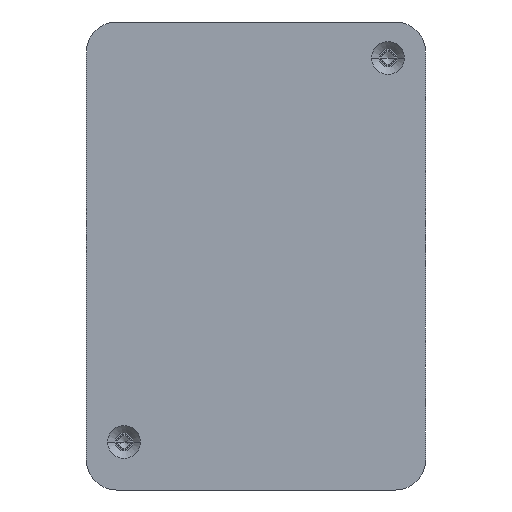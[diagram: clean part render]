
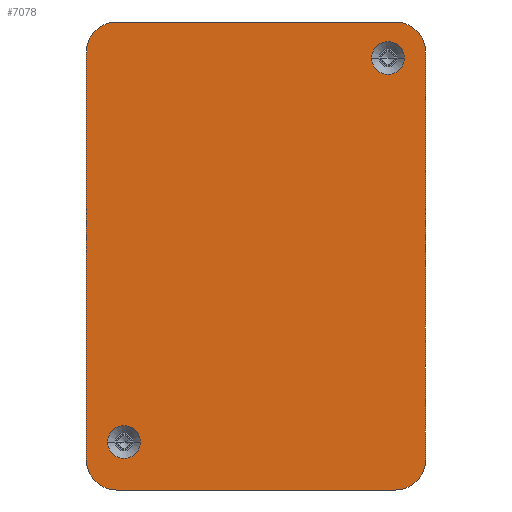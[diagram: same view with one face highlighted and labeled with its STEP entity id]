
A CAD part, left-side view. The second image highlights one B-rep face of the part: STEP entity #7078.
In plain terms, the highlighted planar face has unit normal (-1, 0, 0).
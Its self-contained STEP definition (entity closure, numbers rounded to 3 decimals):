
#1019=CARTESIAN_POINT('',(-23.,-103.4,-59.75));
#1020=DIRECTION('',(-1.,0.,0.));
#1021=DIRECTION('',(0.,0.,-1.));
#1022=AXIS2_PLACEMENT_3D('',#1019,#1020,#1021);
#1024=DIRECTION('',(0.,-1.,0.));
#1025=VECTOR('',#1024,46.5);
#1026=CARTESIAN_POINT('',(-23.,-56.9,-64.75));
#1027=LINE('',#1026,#1025);
#1028=CARTESIAN_POINT('',(-23.,-56.9,-59.75));
#1029=DIRECTION('',(-1.,0.,0.));
#1030=DIRECTION('',(0.,1.,0.));
#1031=AXIS2_PLACEMENT_3D('',#1028,#1029,#1030);
#1033=DIRECTION('',(0.,0.,-1.));
#1034=VECTOR('',#1033,68.);
#1035=CARTESIAN_POINT('',(-23.,-51.9,8.25));
#1036=LINE('',#1035,#1034);
#1037=CARTESIAN_POINT('',(-23.,-56.9,8.25));
#1038=DIRECTION('',(-1.,0.,0.));
#1039=DIRECTION('',(0.,0.,1.));
#1040=AXIS2_PLACEMENT_3D('',#1037,#1038,#1039);
#1042=DIRECTION('',(0.,1.,0.));
#1043=VECTOR('',#1042,46.5);
#1044=CARTESIAN_POINT('',(-23.,-103.4,13.25));
#1045=LINE('',#1044,#1043);
#1046=CARTESIAN_POINT('',(-23.,-103.4,8.25));
#1047=DIRECTION('',(-1.,0.,0.));
#1048=DIRECTION('',(0.,-1.,0.));
#1049=AXIS2_PLACEMENT_3D('',#1046,#1047,#1048);
#1051=DIRECTION('',(0.,0.,1.));
#1052=VECTOR('',#1051,68.);
#1053=CARTESIAN_POINT('',(-23.,-108.4,-59.75));
#1054=LINE('',#1053,#1052);
#1055=CARTESIAN_POINT('',(-23.,-58.15,-56.75));
#1056=DIRECTION('',(1.,0.,0.));
#1057=DIRECTION('',(0.,1.,0.));
#1058=AXIS2_PLACEMENT_3D('',#1055,#1056,#1057);
#1060=CARTESIAN_POINT('',(-23.,-58.15,-56.75));
#1061=DIRECTION('',(1.,0.,0.));
#1062=DIRECTION('',(0.,-1.,0.));
#1063=AXIS2_PLACEMENT_3D('',#1060,#1061,#1062);
#1065=CARTESIAN_POINT('',(-23.,-102.15,7.25));
#1066=DIRECTION('',(1.,0.,0.));
#1067=DIRECTION('',(0.,1.,0.));
#1068=AXIS2_PLACEMENT_3D('',#1065,#1066,#1067);
#1070=CARTESIAN_POINT('',(-23.,-102.15,7.25));
#1071=DIRECTION('',(1.,0.,0.));
#1072=DIRECTION('',(0.,-1.,0.));
#1073=AXIS2_PLACEMENT_3D('',#1070,#1071,#1072);
#5871=CARTESIAN_POINT('',(-23.,-103.4,-64.75));
#5872=CARTESIAN_POINT('',(-23.,-108.4,-59.75));
#5873=VERTEX_POINT('',#5871);
#5874=VERTEX_POINT('',#5872);
#5875=CARTESIAN_POINT('',(-23.,-108.4,8.25));
#5876=VERTEX_POINT('',#5875);
#5877=CARTESIAN_POINT('',(-23.,-103.4,13.25));
#5878=VERTEX_POINT('',#5877);
#5879=CARTESIAN_POINT('',(-23.,-56.9,13.25));
#5880=VERTEX_POINT('',#5879);
#5881=CARTESIAN_POINT('',(-23.,-51.9,8.25));
#5882=VERTEX_POINT('',#5881);
#5883=CARTESIAN_POINT('',(-23.,-51.9,-59.75));
#5884=VERTEX_POINT('',#5883);
#5885=CARTESIAN_POINT('',(-23.,-56.9,-64.75));
#5886=VERTEX_POINT('',#5885);
#5895=CARTESIAN_POINT('',(-23.,-55.4,-56.75));
#5896=CARTESIAN_POINT('',(-23.,-60.9,-56.75));
#5897=VERTEX_POINT('',#5895);
#5898=VERTEX_POINT('',#5896);
#5903=CARTESIAN_POINT('',(-23.,-99.4,7.25));
#5904=CARTESIAN_POINT('',(-23.,-104.9,7.25));
#5905=VERTEX_POINT('',#5903);
#5906=VERTEX_POINT('',#5904);
#7048=CARTESIAN_POINT('',(-23.,-108.4,-64.75));
#7049=DIRECTION('',(-1.,0.,0.));
#7050=DIRECTION('',(0.,0.,-1.));
#7051=AXIS2_PLACEMENT_3D('',#7048,#7049,#7050);
#7052=PLANE('',#7051);
#7054=ORIENTED_EDGE('',*,*,#7053,.F.);
#7056=ORIENTED_EDGE('',*,*,#7055,.F.);
#7058=ORIENTED_EDGE('',*,*,#7057,.F.);
#7059=ORIENTED_EDGE('',*,*,#6933,.F.);
#7060=ORIENTED_EDGE('',*,*,#6953,.F.);
#7061=ORIENTED_EDGE('',*,*,#6968,.F.);
#7062=ORIENTED_EDGE('',*,*,#7040,.F.);
#7063=ORIENTED_EDGE('',*,*,#6463,.F.);
#7064=EDGE_LOOP('',(#7054,#7056,#7058,#7059,#7060,#7061,#7062,#7063));
#7065=FACE_OUTER_BOUND('',#7064,.F.);
#7067=ORIENTED_EDGE('',*,*,#7066,.F.);
#7069=ORIENTED_EDGE('',*,*,#7068,.F.);
#7070=EDGE_LOOP('',(#7067,#7069));
#7071=FACE_BOUND('',#7070,.F.);
#7073=ORIENTED_EDGE('',*,*,#7072,.F.);
#7075=ORIENTED_EDGE('',*,*,#7074,.F.);
#7076=EDGE_LOOP('',(#7073,#7075));
#7077=FACE_BOUND('',#7076,.F.);
#7078=ADVANCED_FACE('',(#7065,#7071,#7077),#7052,.T.);
#1023=CIRCLE('',#1022,5.);
#1032=CIRCLE('',#1031,5.);
#1041=CIRCLE('',#1040,5.);
#1050=CIRCLE('',#1049,5.);
#1059=CIRCLE('',#1058,2.75);
#1064=CIRCLE('',#1063,2.75);
#1069=CIRCLE('',#1068,2.75);
#1074=CIRCLE('',#1073,2.75);
#6463=EDGE_CURVE('',#5874,#5876,#1054,.T.);
#6933=EDGE_CURVE('',#5882,#5884,#1036,.T.);
#6953=EDGE_CURVE('',#5880,#5882,#1041,.T.);
#6968=EDGE_CURVE('',#5878,#5880,#1045,.T.);
#7040=EDGE_CURVE('',#5876,#5878,#1050,.T.);
#7053=EDGE_CURVE('',#5873,#5874,#1023,.T.);
#7055=EDGE_CURVE('',#5886,#5873,#1027,.T.);
#7057=EDGE_CURVE('',#5884,#5886,#1032,.T.);
#7066=EDGE_CURVE('',#5897,#5898,#1059,.T.);
#7068=EDGE_CURVE('',#5898,#5897,#1064,.T.);
#7072=EDGE_CURVE('',#5905,#5906,#1069,.T.);
#7074=EDGE_CURVE('',#5906,#5905,#1074,.T.);
